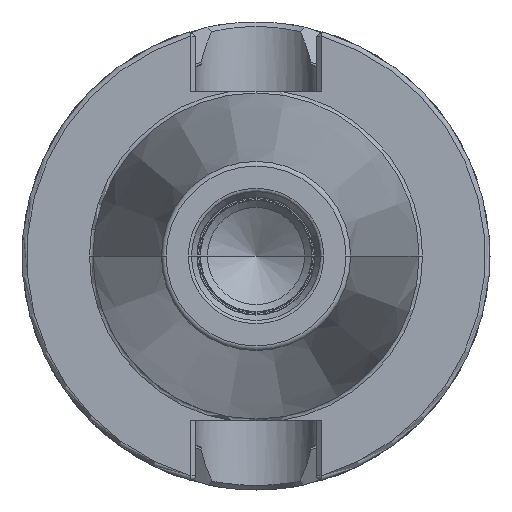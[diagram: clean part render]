
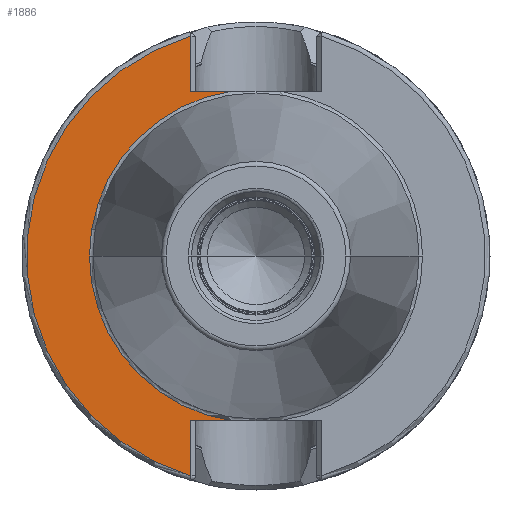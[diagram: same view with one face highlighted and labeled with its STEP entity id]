
A CAD part, left-side view. The second image highlights one B-rep face of the part: STEP entity #1886.
In plain terms, the highlighted planar face has unit normal (-1, 0, 0).
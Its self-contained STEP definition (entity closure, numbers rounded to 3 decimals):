
#96=CARTESIAN_POINT('',(3.,0.,0.));
#97=DIRECTION('',(-1.,0.,0.));
#98=DIRECTION('',(0.,1.,0.));
#99=AXIS2_PLACEMENT_3D('',#96,#97,#98);
#127=DIRECTION('',(0.,0.,1.));
#128=VECTOR('',#127,11.773);
#129=CARTESIAN_POINT('',(3.,13.902,-46.973));
#130=LINE('',#129,#128);
#131=DIRECTION('',(0.,0.,1.));
#132=VECTOR('',#131,11.773);
#133=CARTESIAN_POINT('',(3.,13.903,35.2));
#134=LINE('',#133,#132);
#588=CARTESIAN_POINT('',(3.,0.,0.));
#589=DIRECTION('',(-1.,0.,0.));
#590=DIRECTION('',(0.,0.284,0.959));
#591=AXIS2_PLACEMENT_3D('',#588,#589,#590);
#683=DIRECTION('',(0.,1.,0.));
#684=VECTOR('',#683,8.751);
#685=CARTESIAN_POINT('',(3.,5.152,35.2));
#686=LINE('',#685,#684);
#704=CARTESIAN_POINT('',(3.,0.,0.));
#705=DIRECTION('',(1.,0.,0.));
#706=DIRECTION('',(0.,1.,0.));
#707=AXIS2_PLACEMENT_3D('',#704,#705,#706);
#741=DIRECTION('',(0.,-1.,0.));
#742=VECTOR('',#741,8.751);
#743=CARTESIAN_POINT('',(3.,13.903,-35.2));
#744=LINE('',#743,#742);
#1486=CARTESIAN_POINT('',(3.,35.575,0.));
#1488=VERTEX_POINT('',#1486);
#1556=CARTESIAN_POINT('',(3.,5.152,35.2));
#1557=VERTEX_POINT('',#1556);
#1564=CARTESIAN_POINT('',(3.,5.152,-35.2));
#1565=VERTEX_POINT('',#1564);
#1602=CARTESIAN_POINT('',(3.,13.903,46.973));
#1604=VERTEX_POINT('',#1602);
#1606=CARTESIAN_POINT('',(3.,13.903,35.2));
#1607=VERTEX_POINT('',#1606);
#1616=CARTESIAN_POINT('',(3.,13.902,-46.973));
#1617=CARTESIAN_POINT('',(3.,13.903,-35.2));
#1618=VERTEX_POINT('',#1616);
#1619=VERTEX_POINT('',#1617);
#1866=CARTESIAN_POINT('',(3.,0.,0.));
#1867=DIRECTION('',(1.,0.,0.));
#1868=DIRECTION('',(0.,-1.,0.));
#1869=AXIS2_PLACEMENT_3D('',#1866,#1867,#1868);
#1870=PLANE('',#1869);
#1872=ORIENTED_EDGE('',*,*,#1871,.F.);
#1874=ORIENTED_EDGE('',*,*,#1873,.F.);
#1876=ORIENTED_EDGE('',*,*,#1875,.F.);
#1878=ORIENTED_EDGE('',*,*,#1877,.F.);
#1880=ORIENTED_EDGE('',*,*,#1879,.F.);
#1881=ORIENTED_EDGE('',*,*,#1852,.T.);
#1883=ORIENTED_EDGE('',*,*,#1882,.F.);
#1884=EDGE_LOOP('',(#1872,#1874,#1876,#1878,#1880,#1881,#1883));
#1885=FACE_OUTER_BOUND('',#1884,.F.);
#1886=ADVANCED_FACE('',(#1885),#1870,.F.);
#100=CIRCLE('',#99,35.575);
#592=CIRCLE('',#591,48.988);
#708=CIRCLE('',#707,35.575);
#1852=EDGE_CURVE('',#1488,#1565,#100,.T.);
#1871=EDGE_CURVE('',#1618,#1619,#130,.T.);
#1873=EDGE_CURVE('',#1604,#1618,#592,.T.);
#1875=EDGE_CURVE('',#1607,#1604,#134,.T.);
#1877=EDGE_CURVE('',#1557,#1607,#686,.T.);
#1879=EDGE_CURVE('',#1488,#1557,#708,.T.);
#1882=EDGE_CURVE('',#1619,#1565,#744,.T.);
